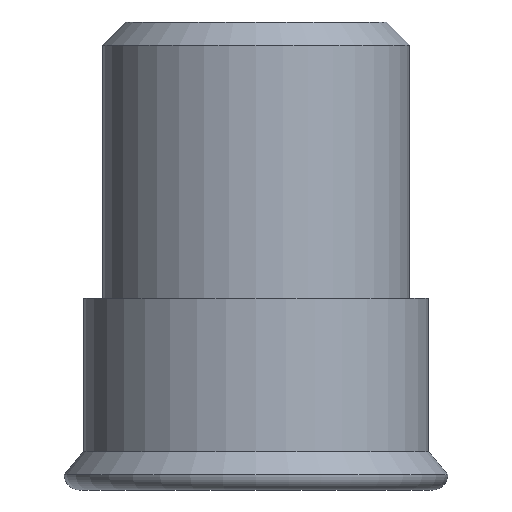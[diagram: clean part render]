
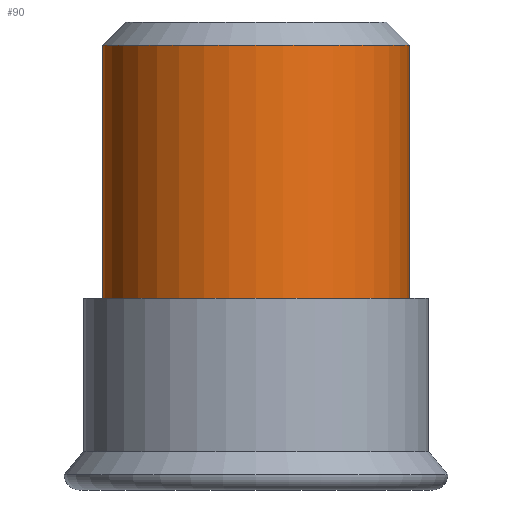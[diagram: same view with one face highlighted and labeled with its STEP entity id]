
A CAD part, front view. The second image highlights one B-rep face of the part: STEP entity #90.
In plain terms, the highlighted cylindrical face has radius 2 mm (diameter 4 mm), a full revolution.
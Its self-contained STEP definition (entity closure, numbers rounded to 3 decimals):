
#90 = ADVANCED_FACE( '', ( #132, #133 ), #134, .T. );
#132 = FACE_OUTER_BOUND( '', #174, .T. );
#133 = FACE_OUTER_BOUND( '', #175, .T. );
#134 = CYLINDRICAL_SURFACE( '', #176, 2. );
#174 = EDGE_LOOP( '', ( #242 ) );
#175 = EDGE_LOOP( '', ( #243 ) );
#176 = AXIS2_PLACEMENT_3D( '', #244, #245, #246 );
#242 = ORIENTED_EDGE( '', *, *, #249, .T. );
#243 = ORIENTED_EDGE( '', *, *, #260, .F. );
#244 = CARTESIAN_POINT( '', ( 0., 0., 6.4 ) );
#245 = DIRECTION( '', ( 0., 0., 1. ) );
#246 = DIRECTION( '', ( -1., 0., 0. ) );
#249 = EDGE_CURVE( '', #265, #265, #266, .T. );
#260 = EDGE_CURVE( '', #287, #287, #288, .T. );
#265 = VERTEX_POINT( '', #293 );
#266 = CIRCLE( '', #294, 2. );
#287 = VERTEX_POINT( '', #315 );
#288 = CIRCLE( '', #316, 2. );
#293 = CARTESIAN_POINT( '', ( -2., 0., 5.8 ) );
#294 = AXIS2_PLACEMENT_3D( '', #323, #324, #325 );
#315 = CARTESIAN_POINT( '', ( -2., 0., 2.5 ) );
#316 = AXIS2_PLACEMENT_3D( '', #356, #357, #358 );
#323 = CARTESIAN_POINT( '', ( 0., 0., 5.8 ) );
#324 = DIRECTION( '', ( 0., 0., -1. ) );
#325 = DIRECTION( '', ( -1., 0., 0. ) );
#356 = CARTESIAN_POINT( '', ( 0., 0., 2.5 ) );
#357 = DIRECTION( '', ( 0., 0., -1. ) );
#358 = DIRECTION( '', ( -1., 0., 0. ) );
